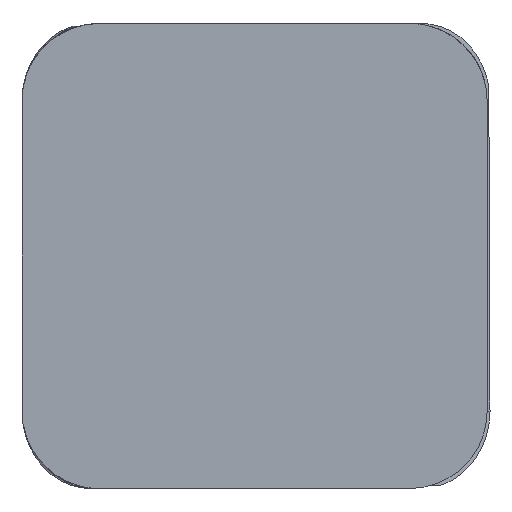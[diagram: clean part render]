
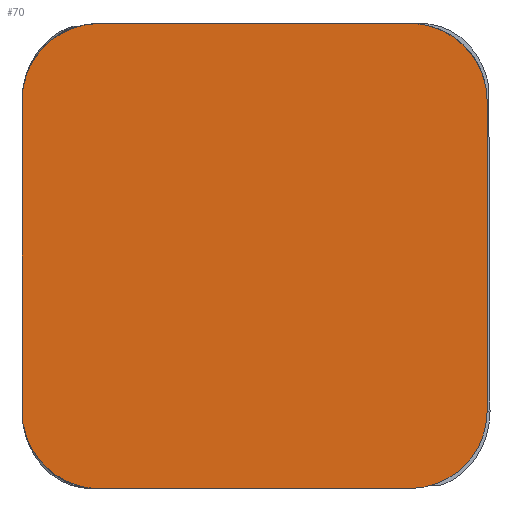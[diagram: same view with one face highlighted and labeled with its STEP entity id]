
A CAD part, left-side view. The second image highlights one B-rep face of the part: STEP entity #70.
In plain terms, the highlighted planar face has unit normal (-1, 0, 0).
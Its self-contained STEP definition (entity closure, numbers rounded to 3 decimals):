
#70=ADVANCED_FACE('',(#94),#393,.T.);
#94=FACE_OUTER_BOUND('',#118,.T.);
#118=EDGE_LOOP('',(#219,#220,#221,#222,#223,#224,#225,#226));
#219=ORIENTED_EDGE('',*,*,#259,.T.);
#220=ORIENTED_EDGE('',*,*,#263,.T.);
#221=ORIENTED_EDGE('',*,*,#266,.T.);
#222=ORIENTED_EDGE('',*,*,#269,.T.);
#223=ORIENTED_EDGE('',*,*,#272,.T.);
#224=ORIENTED_EDGE('',*,*,#275,.T.);
#225=ORIENTED_EDGE('',*,*,#278,.T.);
#226=ORIENTED_EDGE('',*,*,#280,.T.);
#259=EDGE_CURVE('',#357,#356,#312,.T.);
#263=EDGE_CURVE('',#356,#359,#316,.T.);
#266=EDGE_CURVE('',#359,#361,#319,.T.);
#269=EDGE_CURVE('',#361,#363,#322,.T.);
#272=EDGE_CURVE('',#363,#365,#325,.T.);
#275=EDGE_CURVE('',#365,#367,#328,.T.);
#278=EDGE_CURVE('',#367,#369,#331,.T.);
#280=EDGE_CURVE('',#369,#357,#333,.T.);
#312=(
BOUNDED_CURVE()
B_SPLINE_CURVE(2,(#768,#769,#770),.UNSPECIFIED.,.F.,.F.)
B_SPLINE_CURVE_WITH_KNOTS((3,3),(157.08,557.08),
 .UNSPECIFIED.)
CURVE()
GEOMETRIC_REPRESENTATION_ITEM()
RATIONAL_B_SPLINE_CURVE((1.,1.,1.))
REPRESENTATION_ITEM('')
);
#316=(
BOUNDED_CURVE()
B_SPLINE_CURVE(2,(#778,#779,#780),.UNSPECIFIED.,.F.,.F.)
B_SPLINE_CURVE_WITH_KNOTS((3,3),(557.08,714.159),
 .UNSPECIFIED.)
CURVE()
GEOMETRIC_REPRESENTATION_ITEM()
RATIONAL_B_SPLINE_CURVE((1.,0.707,1.))
REPRESENTATION_ITEM('')
);
#319=(
BOUNDED_CURVE()
B_SPLINE_CURVE(2,(#786,#787,#788),.UNSPECIFIED.,.F.,.F.)
B_SPLINE_CURVE_WITH_KNOTS((3,3),(714.159,1114.159),
 .UNSPECIFIED.)
CURVE()
GEOMETRIC_REPRESENTATION_ITEM()
RATIONAL_B_SPLINE_CURVE((1.,1.,1.))
REPRESENTATION_ITEM('')
);
#322=(
BOUNDED_CURVE()
B_SPLINE_CURVE(2,(#794,#795,#796),.UNSPECIFIED.,.F.,.F.)
B_SPLINE_CURVE_WITH_KNOTS((3,3),(1114.159,1271.239),
 .UNSPECIFIED.)
CURVE()
GEOMETRIC_REPRESENTATION_ITEM()
RATIONAL_B_SPLINE_CURVE((1.,0.707,1.))
REPRESENTATION_ITEM('')
);
#325=(
BOUNDED_CURVE()
B_SPLINE_CURVE(2,(#802,#803,#804),.UNSPECIFIED.,.F.,.F.)
B_SPLINE_CURVE_WITH_KNOTS((3,3),(1271.239,1671.239),
 .UNSPECIFIED.)
CURVE()
GEOMETRIC_REPRESENTATION_ITEM()
RATIONAL_B_SPLINE_CURVE((1.,1.,1.))
REPRESENTATION_ITEM('')
);
#328=(
BOUNDED_CURVE()
B_SPLINE_CURVE(2,(#810,#811,#812),.UNSPECIFIED.,.F.,.F.)
B_SPLINE_CURVE_WITH_KNOTS((3,3),(1671.239,1828.319),
 .UNSPECIFIED.)
CURVE()
GEOMETRIC_REPRESENTATION_ITEM()
RATIONAL_B_SPLINE_CURVE((1.,0.707,1.))
REPRESENTATION_ITEM('')
);
#331=(
BOUNDED_CURVE()
B_SPLINE_CURVE(2,(#818,#819,#820),.UNSPECIFIED.,.F.,.F.)
B_SPLINE_CURVE_WITH_KNOTS((3,3),(1828.319,2228.319),
 .UNSPECIFIED.)
CURVE()
GEOMETRIC_REPRESENTATION_ITEM()
RATIONAL_B_SPLINE_CURVE((1.,1.,1.))
REPRESENTATION_ITEM('')
);
#333=(
BOUNDED_CURVE()
B_SPLINE_CURVE(2,(#824,#825,#826),.UNSPECIFIED.,.F.,.F.)
B_SPLINE_CURVE_WITH_KNOTS((3,3),(2228.319,2385.398),
 .UNSPECIFIED.)
CURVE()
GEOMETRIC_REPRESENTATION_ITEM()
RATIONAL_B_SPLINE_CURVE((1.,0.707,1.))
REPRESENTATION_ITEM('')
);
#356=VERTEX_POINT('',#749);
#357=VERTEX_POINT('',#750);
#359=VERTEX_POINT('',#752);
#361=VERTEX_POINT('',#754);
#363=VERTEX_POINT('',#756);
#365=VERTEX_POINT('',#758);
#367=VERTEX_POINT('',#760);
#369=VERTEX_POINT('',#762);
#393=PLANE('',#419);
#419=AXIS2_PLACEMENT_3D('',#746,#428,$);
#428=DIRECTION('',(-1.,0.,0.));
#746=CARTESIAN_POINT('',(0.,-71.244,675.));
#749=CARTESIAN_POINT('',(0.,603.756,100.));
#750=CARTESIAN_POINT('',(0.,603.756,500.));
#752=CARTESIAN_POINT('',(0.,503.756,0.));
#754=CARTESIAN_POINT('',(0.,103.756,0.));
#756=CARTESIAN_POINT('',(0.,3.756,100.));
#758=CARTESIAN_POINT('',(0.,3.756,500.));
#760=CARTESIAN_POINT('',(0.,103.756,600.));
#762=CARTESIAN_POINT('',(0.,503.756,600.));
#768=CARTESIAN_POINT('',(0.,603.756,500.));
#769=CARTESIAN_POINT('',(0.,603.756,300.));
#770=CARTESIAN_POINT('',(0.,603.756,100.));
#778=CARTESIAN_POINT('',(0.,603.756,100.));
#779=CARTESIAN_POINT('',(0.,603.756,0.));
#780=CARTESIAN_POINT('',(0.,503.756,0.));
#786=CARTESIAN_POINT('',(0.,503.756,0.));
#787=CARTESIAN_POINT('',(0.,303.756,0.));
#788=CARTESIAN_POINT('',(0.,103.756,0.));
#794=CARTESIAN_POINT('',(0.,103.756,0.));
#795=CARTESIAN_POINT('',(0.,3.756,0.));
#796=CARTESIAN_POINT('',(0.,3.756,100.));
#802=CARTESIAN_POINT('',(0.,3.756,100.));
#803=CARTESIAN_POINT('',(0.,3.756,300.));
#804=CARTESIAN_POINT('',(0.,3.756,500.));
#810=CARTESIAN_POINT('',(0.,3.756,500.));
#811=CARTESIAN_POINT('',(0.,3.756,600.));
#812=CARTESIAN_POINT('',(0.,103.756,600.));
#818=CARTESIAN_POINT('',(0.,103.756,600.));
#819=CARTESIAN_POINT('',(0.,303.756,600.));
#820=CARTESIAN_POINT('',(0.,503.756,600.));
#824=CARTESIAN_POINT('',(0.,503.756,600.));
#825=CARTESIAN_POINT('',(0.,603.756,600.));
#826=CARTESIAN_POINT('',(0.,603.756,500.));
